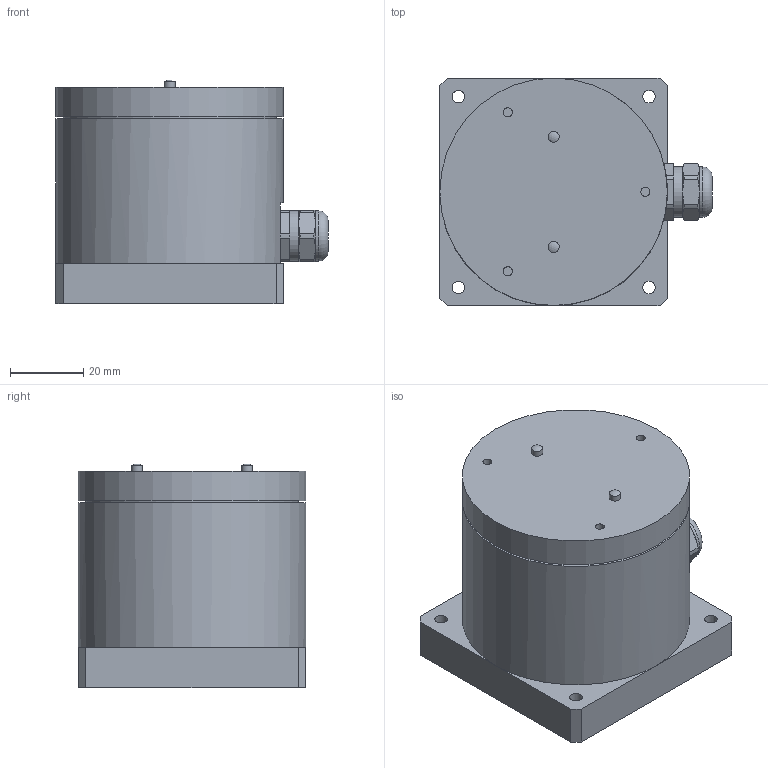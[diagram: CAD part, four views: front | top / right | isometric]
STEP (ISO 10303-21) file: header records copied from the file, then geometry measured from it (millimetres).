
FILE_DESCRIPTION(/* description */ (''),/* implementation_level */ '2;1');
FILE_NAME(/* name */ 'TE66 sans trou central.stp',/* time_stamp */ '2021-03-04T08:29:21+01:00',/* author */ ('MIemmola'),/* organization */ (''),/* preprocessor_version */ 'ST-DEVELOPER v18.1',/* originating_system */ 'Autodesk Inventor 2021',/* authorisation */ '');
FILE_SCHEMA (('AUTOMOTIVE_DESIGN { 1 0 10303 214 3 1 1 }'));
Length unit declared in the file: millimetre
Products named in the file (1): 7252000_enveloppe_01_Shrinkwrap_2
Bounding box: 74.2 x 62 x 60.98 mm (x, y, z)
Volume: 113505.5 mm3; surface area: 49286 mm2
Topology: 17 solids, 17 shells, 362 faces, 1000 edges, 695 vertices
Faces by surface type: plane 172, cylinder 105, cone 71, torus 12, sphere 2
Full cylindrical faces by diameter (mm): 2.013 x10, 2.459 x9, 2.5 x10, 2.7 x5, 3 x4, 3.4 x4, 4 x5, 4.5 x5, 5 x10, 8 x1, 8.5 x1, 9 x1, 11.25 x1, 11.445 x1, 11.5 x1, 12 x2, 13.7 x2, 24 x1, 44.5 x1, 45 x1, 46.9 x1, 50.1 x1, 52 x1, 53 x2, 58 x1, 59 x1, 62 x2
Entity records: 12232 total; most frequent: CARTESIAN_POINT 2311, DIRECTION 2055, ORIENTED_EDGE 1950, EDGE_CURVE 975, AXIS2_PLACEMENT_3D 839, VERTEX_POINT 695, CIRCLE 476, EDGE_LOOP 468
